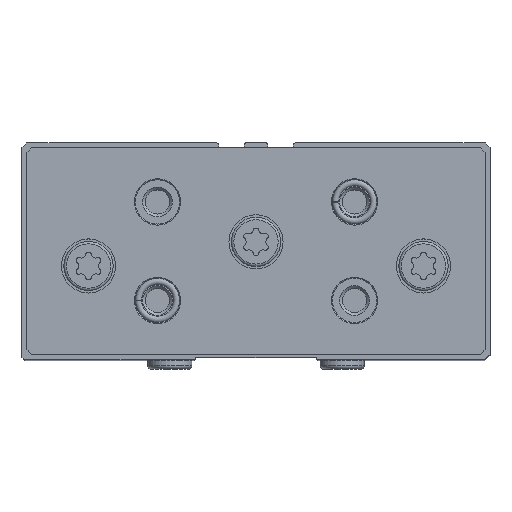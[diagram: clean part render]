
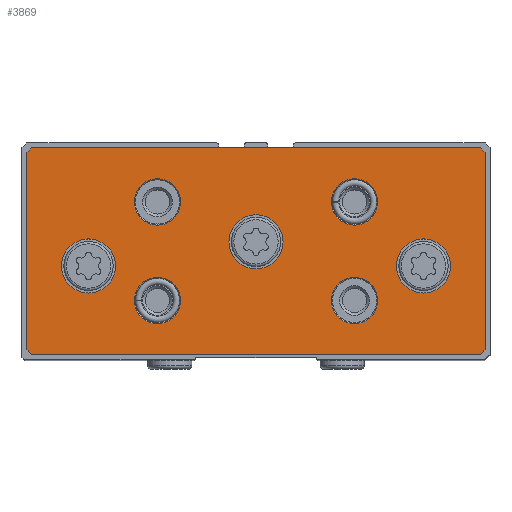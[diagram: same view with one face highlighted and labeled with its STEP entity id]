
A CAD part, top view. The second image highlights one B-rep face of the part: STEP entity #3869.
In plain terms, the highlighted face is planar.
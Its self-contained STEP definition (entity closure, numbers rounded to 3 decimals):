
#357=LINE('',#6480,#551);
#358=LINE('',#6483,#552);
#359=LINE('',#6485,#553);
#360=LINE('',#6487,#554);
#361=LINE('',#6489,#555);
#362=LINE('',#6491,#556);
#363=LINE('',#6493,#557);
#364=LINE('',#6495,#558);
#551=VECTOR('',#5237,1000.);
#552=VECTOR('',#5238,1000.);
#553=VECTOR('',#5239,1000.);
#554=VECTOR('',#5240,1000.);
#555=VECTOR('',#5241,1000.);
#556=VECTOR('',#5242,1000.);
#557=VECTOR('',#5243,1000.);
#558=VECTOR('',#5244,1000.);
#1081=ORIENTED_EDGE('',*,*,#1831,.F.);
#1082=ORIENTED_EDGE('',*,*,#1832,.F.);
#1083=ORIENTED_EDGE('',*,*,#1833,.F.);
#1084=ORIENTED_EDGE('',*,*,#1834,.F.);
#1085=ORIENTED_EDGE('',*,*,#1835,.F.);
#1086=ORIENTED_EDGE('',*,*,#1836,.F.);
#1087=ORIENTED_EDGE('',*,*,#1837,.F.);
#1088=ORIENTED_EDGE('',*,*,#1838,.T.);
#1089=ORIENTED_EDGE('',*,*,#1839,.T.);
#1090=ORIENTED_EDGE('',*,*,#1840,.T.);
#1091=ORIENTED_EDGE('',*,*,#1841,.T.);
#1092=ORIENTED_EDGE('',*,*,#1842,.T.);
#1093=ORIENTED_EDGE('',*,*,#1843,.T.);
#1094=ORIENTED_EDGE('',*,*,#1844,.T.);
#1095=ORIENTED_EDGE('',*,*,#1845,.T.);
#1831=EDGE_CURVE('',#2279,#2279,#2596,.T.);
#1832=EDGE_CURVE('',#2280,#2280,#2597,.T.);
#1833=EDGE_CURVE('',#2281,#2281,#2598,.T.);
#1834=EDGE_CURVE('',#2282,#2282,#2599,.T.);
#1835=EDGE_CURVE('',#2283,#2283,#2600,.T.);
#1836=EDGE_CURVE('',#2284,#2284,#2601,.T.);
#1837=EDGE_CURVE('',#2285,#2285,#2602,.T.);
#1838=EDGE_CURVE('',#2286,#2287,#357,.T.);
#1839=EDGE_CURVE('',#2287,#2288,#358,.T.);
#1840=EDGE_CURVE('',#2288,#2289,#359,.T.);
#1841=EDGE_CURVE('',#2289,#2290,#360,.T.);
#1842=EDGE_CURVE('',#2290,#2291,#361,.T.);
#1843=EDGE_CURVE('',#2291,#2292,#362,.T.);
#1844=EDGE_CURVE('',#2292,#2293,#363,.T.);
#1845=EDGE_CURVE('',#2293,#2286,#364,.T.);
#2279=VERTEX_POINT('',#6467);
#2280=VERTEX_POINT('',#6469);
#2281=VERTEX_POINT('',#6471);
#2282=VERTEX_POINT('',#6473);
#2283=VERTEX_POINT('',#6475);
#2284=VERTEX_POINT('',#6477);
#2285=VERTEX_POINT('',#6479);
#2286=VERTEX_POINT('',#6481);
#2287=VERTEX_POINT('',#6482);
#2288=VERTEX_POINT('',#6484);
#2289=VERTEX_POINT('',#6486);
#2290=VERTEX_POINT('',#6488);
#2291=VERTEX_POINT('',#6490);
#2292=VERTEX_POINT('',#6492);
#2293=VERTEX_POINT('',#6494);
#2596=CIRCLE('',#4319,5.5);
#2597=CIRCLE('',#4320,5.5);
#2598=CIRCLE('',#4321,5.5);
#2599=CIRCLE('',#4322,4.7);
#2600=CIRCLE('',#4323,4.7);
#2601=CIRCLE('',#4324,4.7);
#2602=CIRCLE('',#4325,4.7);
#2972=EDGE_LOOP('',(#1081));
#2973=EDGE_LOOP('',(#1082));
#2974=EDGE_LOOP('',(#1083));
#2975=EDGE_LOOP('',(#1084));
#2976=EDGE_LOOP('',(#1085));
#2977=EDGE_LOOP('',(#1086));
#2978=EDGE_LOOP('',(#1087));
#2979=EDGE_LOOP('',(#1088,#1089,#1090,#1091,#1092,#1093,#1094,#1095));
#3418=FACE_BOUND('',#2972,.T.);
#3419=FACE_BOUND('',#2973,.T.);
#3420=FACE_BOUND('',#2974,.T.);
#3421=FACE_BOUND('',#2975,.T.);
#3422=FACE_BOUND('',#2976,.T.);
#3423=FACE_BOUND('',#2977,.T.);
#3424=FACE_BOUND('',#2978,.T.);
#3425=FACE_BOUND('',#2979,.T.);
#3690=PLANE('',#4318);
#3869=ADVANCED_FACE('',(#3418,#3419,#3420,#3421,#3422,#3423,#3424,#3425),
#3690,.T.);
#4318=AXIS2_PLACEMENT_3D('',#6465,#5221,#5222);
#4319=AXIS2_PLACEMENT_3D('',#6466,#5223,#5224);
#4320=AXIS2_PLACEMENT_3D('',#6468,#5225,#5226);
#4321=AXIS2_PLACEMENT_3D('',#6470,#5227,#5228);
#4322=AXIS2_PLACEMENT_3D('',#6472,#5229,#5230);
#4323=AXIS2_PLACEMENT_3D('',#6474,#5231,#5232);
#4324=AXIS2_PLACEMENT_3D('',#6476,#5233,#5234);
#4325=AXIS2_PLACEMENT_3D('',#6478,#5235,#5236);
#5221=DIRECTION('',(1.,0.,0.));
#5222=DIRECTION('',(0.,0.,-1.));
#5223=DIRECTION('',(1.,0.,0.));
#5224=DIRECTION('',(0.,0.,-1.));
#5225=DIRECTION('',(1.,0.,0.));
#5226=DIRECTION('',(0.,0.,-1.));
#5227=DIRECTION('',(1.,0.,0.));
#5228=DIRECTION('',(0.,0.,-1.));
#5229=DIRECTION('',(1.,0.,0.));
#5230=DIRECTION('',(0.,0.,-1.));
#5231=DIRECTION('',(1.,0.,0.));
#5232=DIRECTION('',(0.,0.,-1.));
#5233=DIRECTION('',(1.,0.,0.));
#5234=DIRECTION('',(0.,0.,-1.));
#5235=DIRECTION('',(1.,0.,0.));
#5236=DIRECTION('',(0.,0.,-1.));
#5237=DIRECTION('',(0.,-1.,0.));
#5238=DIRECTION('',(0.,-0.707,-0.707));
#5239=DIRECTION('',(0.,0.,-1.));
#5240=DIRECTION('',(0.,0.707,-0.707));
#5241=DIRECTION('',(0.,1.,0.));
#5242=DIRECTION('',(0.,0.707,0.707));
#5243=DIRECTION('',(0.,0.,1.));
#5244=DIRECTION('',(0.,-0.707,0.707));
#6465=CARTESIAN_POINT('',(14.,0.,0.));
#6466=CARTESIAN_POINT('',(14.,0.,0.));
#6467=CARTESIAN_POINT('',(14.,0.,-5.5));
#6468=CARTESIAN_POINT('',(14.,-4.9,34.));
#6469=CARTESIAN_POINT('',(14.,-4.9,28.5));
#6470=CARTESIAN_POINT('',(14.,-4.9,-34.));
#6471=CARTESIAN_POINT('',(14.,-4.9,-39.5));
#6472=CARTESIAN_POINT('',(14.,-11.9,20.));
#6473=CARTESIAN_POINT('',(14.,-11.9,15.3));
#6474=CARTESIAN_POINT('',(14.,-11.9,-20.));
#6475=CARTESIAN_POINT('',(14.,-11.9,-24.7));
#6476=CARTESIAN_POINT('',(14.,8.1,20.));
#6477=CARTESIAN_POINT('',(14.,8.1,15.3));
#6478=CARTESIAN_POINT('',(14.,8.1,-20.));
#6479=CARTESIAN_POINT('',(14.,8.1,-24.7));
#6480=CARTESIAN_POINT('',(14.,18.1,46.5));
#6481=CARTESIAN_POINT('',(14.,18.1,46.5));
#6482=CARTESIAN_POINT('',(14.,-21.9,46.5));
#6483=CARTESIAN_POINT('',(14.,-21.9,46.5));
#6484=CARTESIAN_POINT('',(14.,-22.9,45.5));
#6485=CARTESIAN_POINT('',(14.,-22.9,45.5));
#6486=CARTESIAN_POINT('',(14.,-22.9,-45.5));
#6487=CARTESIAN_POINT('',(14.,-22.9,-45.5));
#6488=CARTESIAN_POINT('',(14.,-21.9,-46.5));
#6489=CARTESIAN_POINT('',(14.,-21.9,-46.5));
#6490=CARTESIAN_POINT('',(14.,18.1,-46.5));
#6491=CARTESIAN_POINT('',(14.,18.1,-46.5));
#6492=CARTESIAN_POINT('',(14.,19.1,-45.5));
#6493=CARTESIAN_POINT('',(14.,19.1,-45.5));
#6494=CARTESIAN_POINT('',(14.,19.1,45.5));
#6495=CARTESIAN_POINT('',(14.,19.1,45.5));
